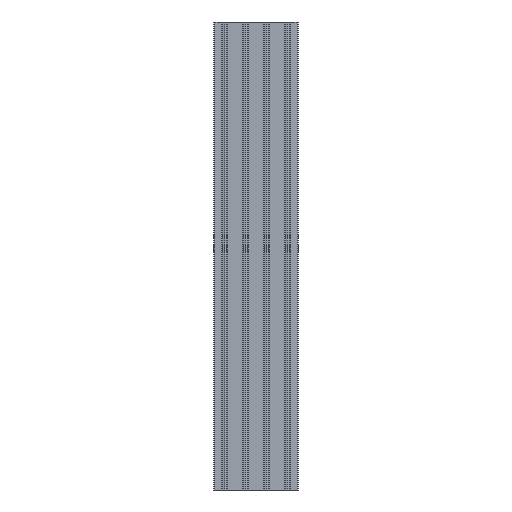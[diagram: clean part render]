
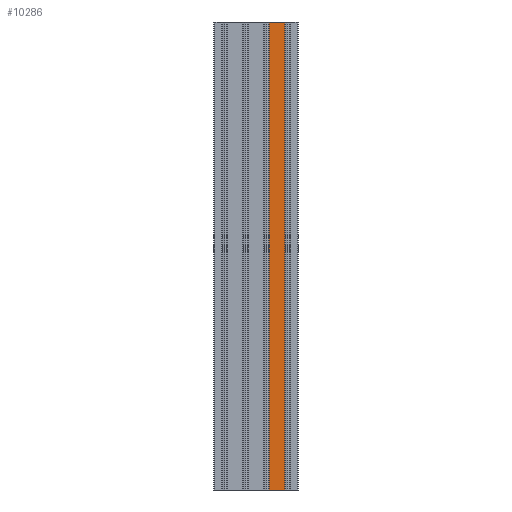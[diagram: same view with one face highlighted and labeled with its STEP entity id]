
A CAD part, front view. The second image highlights one B-rep face of the part: STEP entity #10286.
In plain terms, the highlighted planar face has unit normal (0, -1, 0).
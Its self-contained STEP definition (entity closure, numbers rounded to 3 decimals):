
#502 = VECTOR ( 'NONE', #4884, 1000. ) ;
#909 = CARTESIAN_POINT ( 'NONE',  ( 28.797, -7.5, 0. ) ) ;
#1233 = EDGE_CURVE ( 'NONE', #10476, #5908, #10924, .T. ) ;
#1286 = EDGE_CURVE ( 'NONE', #10522, #5908, #3190, .T. ) ;
#1435 = ORIENTED_EDGE ( 'NONE', *, *, #1481, .T. ) ;
#1481 = EDGE_CURVE ( 'NONE', #2488, #10476, #8848, .T. ) ;
#1588 = DIRECTION ( 'NONE',  ( 0., 0., 1. ) ) ;
#2350 = ORIENTED_EDGE ( 'NONE', *, *, #1286, .F. ) ;
#2488 = VERTEX_POINT ( 'NONE', #909 ) ;
#2719 = VECTOR ( 'NONE', #1588, 1000. ) ;
#2860 = CARTESIAN_POINT ( 'NONE',  ( 61.203, -7.5, 1000. ) ) ;
#3185 = CARTESIAN_POINT ( 'NONE',  ( 28.797, -7.5, 0. ) ) ;
#3190 = LINE ( 'NONE', #3302, #5963 ) ;
#3302 = CARTESIAN_POINT ( 'NONE',  ( -88., -7.5, 1000. ) ) ;
#4016 = CARTESIAN_POINT ( 'NONE',  ( 61.203, -7.5, 0. ) ) ;
#4671 = ORIENTED_EDGE ( 'NONE', *, *, #1233, .T. ) ;
#4707 = DIRECTION ( 'NONE',  ( 1., 0., 0. ) ) ;
#4884 = DIRECTION ( 'NONE',  ( 0., 0., 1. ) ) ;
#5072 = FACE_OUTER_BOUND ( 'NONE', #6264, .T. ) ;
#5311 = CARTESIAN_POINT ( 'NONE',  ( 61.203, -7.5, 0. ) ) ;
#5908 = VERTEX_POINT ( 'NONE', #2860 ) ;
#5963 = VECTOR ( 'NONE', #6649, 1000. ) ;
#6264 = EDGE_LOOP ( 'NONE', ( #1435, #4671, #2350, #6561 ) ) ;
#6495 = VECTOR ( 'NONE', #4707, 1000. ) ;
#6561 = ORIENTED_EDGE ( 'NONE', *, *, #9748, .F. ) ;
#6649 = DIRECTION ( 'NONE',  ( 1., 0., 0. ) ) ;
#6896 = DIRECTION ( 'NONE',  ( 0., 1., 0. ) ) ;
#7251 = CARTESIAN_POINT ( 'NONE',  ( -88., -7.5, 0. ) ) ;
#7496 = CARTESIAN_POINT ( 'NONE',  ( 28.797, -7.5, 1000. ) ) ;
#7616 = DIRECTION ( 'NONE',  ( 0., 0., 1. ) ) ;
#7663 = AXIS2_PLACEMENT_3D ( 'NONE', #9200, #6896, #7616 ) ;
#8307 = LINE ( 'NONE', #3185, #2719 ) ;
#8443 = PLANE ( 'NONE',  #7663 ) ;
#8848 = LINE ( 'NONE', #7251, #6495 ) ;
#9200 = CARTESIAN_POINT ( 'NONE',  ( -88., -7.5, 1000. ) ) ;
#9748 = EDGE_CURVE ( 'NONE', #2488, #10522, #8307, .T. ) ;
#10286 = ADVANCED_FACE ( 'NONE', ( #5072 ), #8443, .F. ) ;
#10476 = VERTEX_POINT ( 'NONE', #5311 ) ;
#10522 = VERTEX_POINT ( 'NONE', #7496 ) ;
#10924 = LINE ( 'NONE', #4016, #502 ) ;
